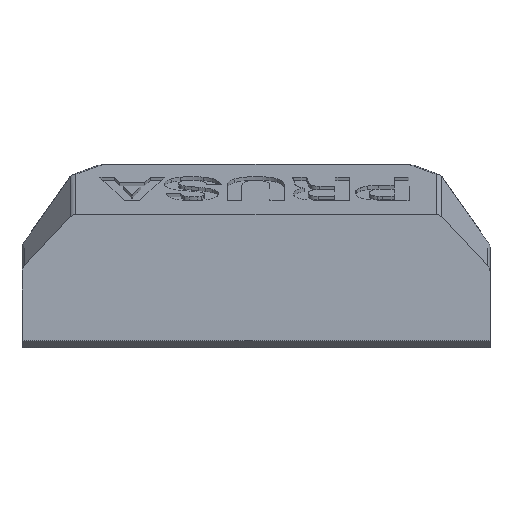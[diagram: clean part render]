
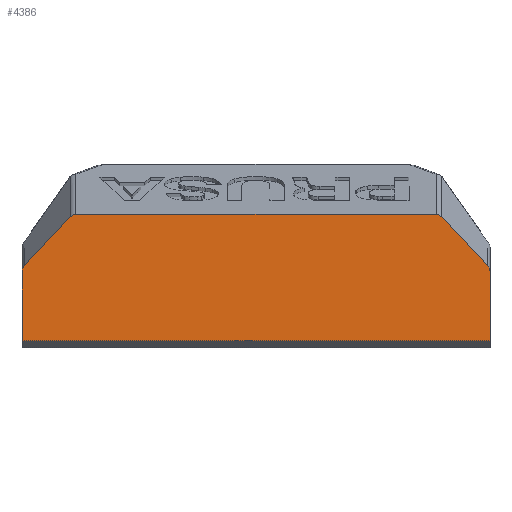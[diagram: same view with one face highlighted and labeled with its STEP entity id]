
A CAD part, top view. The second image highlights one B-rep face of the part: STEP entity #4386.
In plain terms, the highlighted planar face has unit normal (0, 0, 1).
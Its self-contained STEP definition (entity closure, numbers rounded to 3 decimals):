
#346=ELLIPSE('',#4661,1.064,1.);
#347=ELLIPSE('',#4662,1.064,1.);
#348=ELLIPSE('',#4663,1.064,1.);
#349=ELLIPSE('',#4664,1.064,1.);
#450=FACE_OUTER_BOUND('',#701,.T.);
#701=EDGE_LOOP('',(#2916,#2917,#2918,#2919,#2920,#2921,#2922,#2923,#2924,
#2925));
#964=LINE('',#5993,#1370);
#967=LINE('',#5999,#1373);
#971=LINE('',#6007,#1377);
#972=LINE('',#6011,#1378);
#973=LINE('',#6015,#1379);
#974=LINE('',#6019,#1380);
#1370=VECTOR('',#4970,10.);
#1373=VECTOR('',#4975,10.);
#1377=VECTOR('',#4981,10.);
#1378=VECTOR('',#4984,10.);
#1379=VECTOR('',#4987,10.);
#1380=VECTOR('',#4990,10.);
#1776=VERTEX_POINT('',#5990);
#1777=VERTEX_POINT('',#5992);
#1779=VERTEX_POINT('',#5998);
#1782=VERTEX_POINT('',#6006);
#1783=VERTEX_POINT('',#6008);
#1784=VERTEX_POINT('',#6010);
#1785=VERTEX_POINT('',#6012);
#1786=VERTEX_POINT('',#6014);
#1787=VERTEX_POINT('',#6016);
#1788=VERTEX_POINT('',#6018);
#2224=EDGE_CURVE('',#1776,#1777,#964,.T.);
#2227=EDGE_CURVE('',#1777,#1779,#967,.T.);
#2231=EDGE_CURVE('',#1776,#1782,#971,.T.);
#2232=EDGE_CURVE('',#1783,#1782,#346,.T.);
#2233=EDGE_CURVE('',#1784,#1783,#972,.T.);
#2234=EDGE_CURVE('',#1785,#1784,#347,.T.);
#2235=EDGE_CURVE('',#1786,#1785,#973,.T.);
#2236=EDGE_CURVE('',#1787,#1786,#348,.T.);
#2237=EDGE_CURVE('',#1788,#1787,#974,.T.);
#2238=EDGE_CURVE('',#1779,#1788,#349,.T.);
#2916=ORIENTED_EDGE('',*,*,#2224,.F.);
#2917=ORIENTED_EDGE('',*,*,#2231,.T.);
#2918=ORIENTED_EDGE('',*,*,#2232,.F.);
#2919=ORIENTED_EDGE('',*,*,#2233,.F.);
#2920=ORIENTED_EDGE('',*,*,#2234,.F.);
#2921=ORIENTED_EDGE('',*,*,#2235,.F.);
#2922=ORIENTED_EDGE('',*,*,#2236,.F.);
#2923=ORIENTED_EDGE('',*,*,#2237,.F.);
#2924=ORIENTED_EDGE('',*,*,#2238,.F.);
#2925=ORIENTED_EDGE('',*,*,#2227,.F.);
#4277=PLANE('',#4660);
#4386=ADVANCED_FACE('',(#450),#4277,.T.);
#4660=AXIS2_PLACEMENT_3D('',#6005,#4979,#4980);
#4661=AXIS2_PLACEMENT_3D('',#6009,#4982,#4983);
#4662=AXIS2_PLACEMENT_3D('',#6013,#4985,#4986);
#4663=AXIS2_PLACEMENT_3D('',#6017,#4988,#4989);
#4664=AXIS2_PLACEMENT_3D('',#6020,#4991,#4992);
#4970=DIRECTION('',(-1.,0.,0.));
#4975=DIRECTION('',(0.,1.,0.));
#4979=DIRECTION('center_axis',(0.,0.,1.));
#4980=DIRECTION('ref_axis',(1.,0.,0.));
#4981=DIRECTION('',(0.,1.,0.));
#4982=DIRECTION('center_axis',(0.,0.,-1.));
#4983=DIRECTION('ref_axis',(0.,1.,0.));
#4984=DIRECTION('',(0.685,-0.729,0.));
#4985=DIRECTION('center_axis',(0.,0.,-1.));
#4986=DIRECTION('ref_axis',(0.,1.,0.));
#4987=DIRECTION('',(1.,0.,0.));
#4988=DIRECTION('center_axis',(0.,0.,-1.));
#4989=DIRECTION('ref_axis',(0.,1.,0.));
#4990=DIRECTION('',(0.685,0.729,0.));
#4991=DIRECTION('center_axis',(0.,0.,-1.));
#4992=DIRECTION('ref_axis',(0.,1.,0.));
#5990=CARTESIAN_POINT('',(30.,0.9,0.));
#5992=CARTESIAN_POINT('',(-30.,0.9,0.));
#5993=CARTESIAN_POINT('',(-15.,0.9,0.));
#5998=CARTESIAN_POINT('',(-30.,9.727,0.));
#5999=CARTESIAN_POINT('',(-30.,0.,0.));
#6005=CARTESIAN_POINT('Origin',(-30.,0.,0.));
#6006=CARTESIAN_POINT('',(30.,9.727,0.));
#6007=CARTESIAN_POINT('',(30.,0.,0.));
#6008=CARTESIAN_POINT('',(29.707,10.479,0.));
#6009=CARTESIAN_POINT('Origin',(29.,9.727,0.));
#6010=CARTESIAN_POINT('',(23.793,16.773,0.));
#6011=CARTESIAN_POINT('',(16.428,24.61,0.));
#6012=CARTESIAN_POINT('',(23.086,17.085,0.));
#6013=CARTESIAN_POINT('Origin',(23.086,16.02,0.));
#6014=CARTESIAN_POINT('',(-23.086,17.085,0.));
#6015=CARTESIAN_POINT('',(-15.,17.085,0.));
#6016=CARTESIAN_POINT('',(-23.793,16.773,0.));
#6017=CARTESIAN_POINT('Origin',(-23.086,16.02,0.));
#6018=CARTESIAN_POINT('',(-29.707,10.479,0.));
#6019=CARTESIAN_POINT('',(-30.135,10.023,0.));
#6020=CARTESIAN_POINT('Origin',(-29.,9.727,0.));
